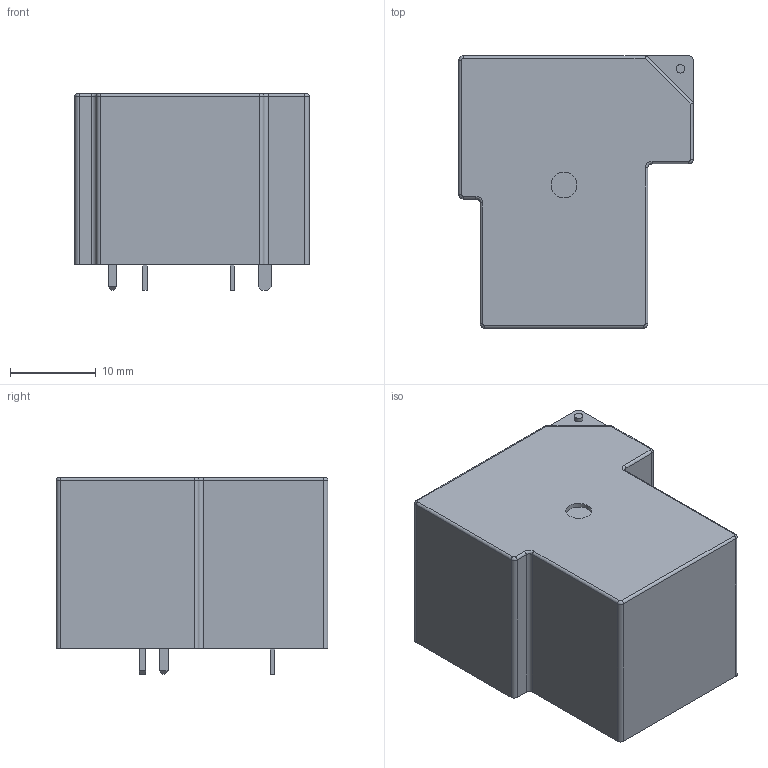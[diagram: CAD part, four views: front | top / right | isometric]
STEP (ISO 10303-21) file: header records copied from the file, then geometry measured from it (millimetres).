
FILE_DESCRIPTION (( 'STEP AP214' ), '1' );
FILE_NAME ('RELAY-TH_SLA-5VDC-SL-A.step', '2022-07-09T14:08:34', ( '' ), ( '' ), 'SwSTEP 2.0', 'SolidWorks 2020', '' );
FILE_SCHEMA (( 'AUTOMOTIVE_DESIGN' ));
Length unit declared in the file: millimetre
Products named in the file (1): RELAY-TH_SLA-5VDC-SL-A
Bounding box: 27.4 x 31.81 x 23 mm (x, y, z)
Volume: 14485.7 mm3; surface area: 3849.5 mm2
Topology: 1 solids, 1 shells, 367 faces, 976 edges, 644 vertices
Faces by surface type: plane 219, bspline 112, cylinder 29, torus 7
Entity records: 16100 total; most frequent: CARTESIAN_POINT 3710, ORIENTED_EDGE 1952, DIRECTION 1276, EDGE_CURVE 976, VERTEX_POINT 644, VECTOR 642, LINE 642, EDGE_LOOP 400
